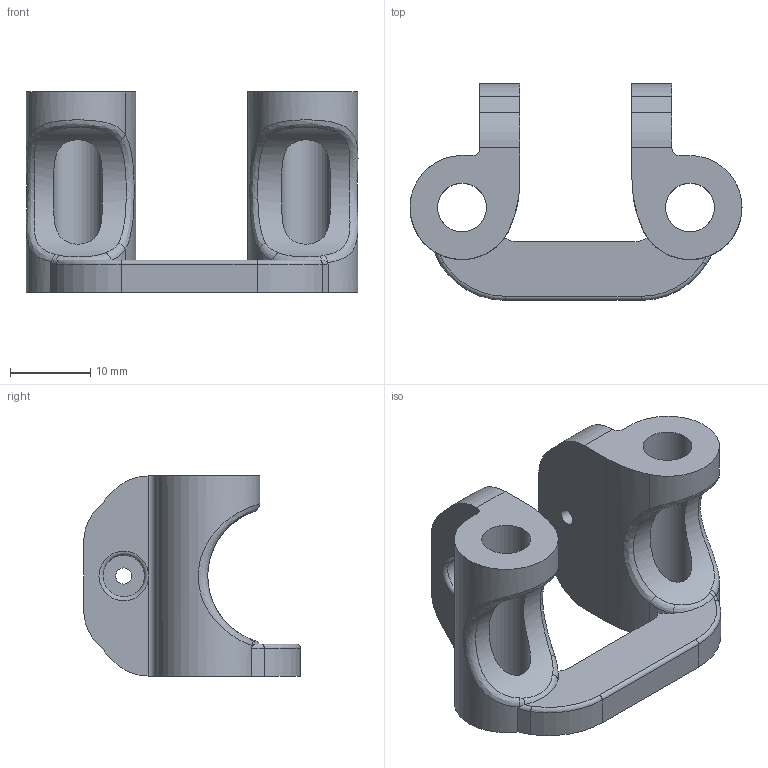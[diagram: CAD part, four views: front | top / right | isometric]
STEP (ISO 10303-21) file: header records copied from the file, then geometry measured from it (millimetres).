
FILE_DESCRIPTION(('STEP AP242'), '1');
FILE_NAME('êðåïëåíèå FPV êàìåðû', '', ('UNSPECIFIED'), ('UNSPECIFIED'), 'C3D Converter', 'C3D Toolkit', '');
FILE_SCHEMA(('AP242_MANAGED_MODEL_BASED_3D_ENGINEERING_MIM_LF { 1 0 10303 442 1 1 4 }'));
Length unit declared in the file: millimetre
Products named in the file (1): МПСТ.00.00.20
Bounding box: 41.5 x 27.07 x 25 mm (x, y, z)
Volume: 7127.4 mm3; surface area: 4716 mm2
Topology: 1 solids, 1 shells, 67 faces, 185 edges, 118 vertices
Faces by surface type: cylinder 31, plane 22, bspline 10, torus 4
Full cylindrical faces by diameter (mm): 2 x2, 5.2 x2, 6.1 x2
Entity records: 4804 total; most frequent: CARTESIAN_POINT 2604, ORIENTED_EDGE 342, DIRECTION 321, EDGE_CURVE 171, AXIS2_PLACEMENT_3D 123, VERTEX_POINT 114, EDGE_LOOP 87, LINE 75
